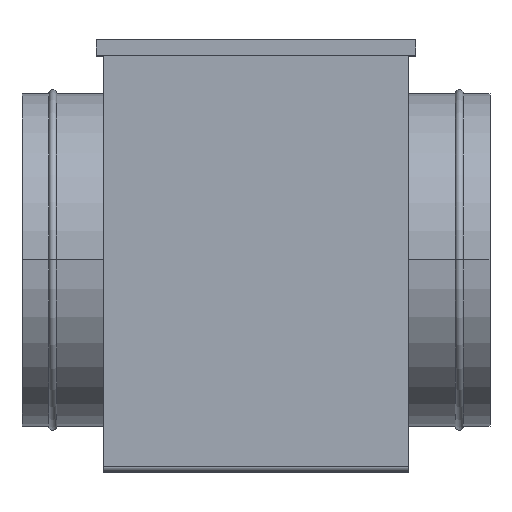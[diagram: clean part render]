
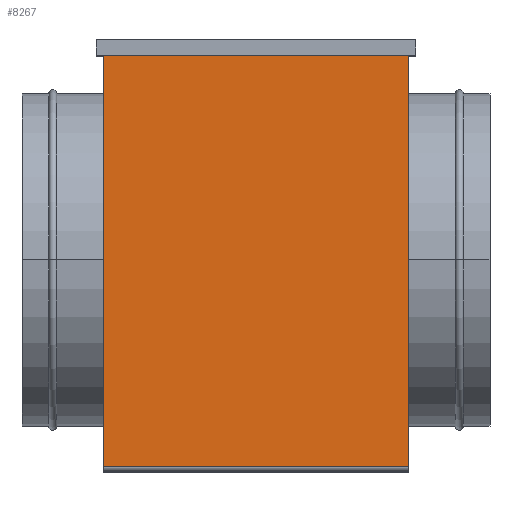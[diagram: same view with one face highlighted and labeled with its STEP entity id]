
A CAD part, top view. The second image highlights one B-rep face of the part: STEP entity #8267.
In plain terms, the highlighted planar face has unit normal (0, 0, 1).
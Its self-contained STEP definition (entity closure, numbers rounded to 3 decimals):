
#3953 = CARTESIAN_POINT ( 'NONE',  ( -115., 313., 365. ) ) ;
#5410 = CARTESIAN_POINT ( 'NONE',  ( 115., 313., 365. ) ) ;
#5411 = DIRECTION ( 'NONE',  ( -1., 0., 0. ) ) ;
#5412 = VECTOR ( 'NONE', #5411, 1000. ) ;
#5413 = CARTESIAN_POINT ( 'NONE',  ( 115., 313., 365. ) ) ;
#5414 = LINE ( 'NONE', #5413, #5412 ) ;
#5591 = DIRECTION ( 'NONE',  ( -1., 0., 0. ) ) ;
#5592 = VECTOR ( 'NONE', #5591, 1000. ) ;
#5593 = CARTESIAN_POINT ( 'NONE',  ( -115., 3.737, 365. ) ) ;
#5594 = LINE ( 'NONE', #5593, #5592 ) ;
#5614 = CARTESIAN_POINT ( 'NONE',  ( 115., 3.737, 365. ) ) ;
#5615 = DIRECTION ( 'NONE',  ( 0., 1., 0. ) ) ;
#5616 = VECTOR ( 'NONE', #5615, 1000. ) ;
#5617 = CARTESIAN_POINT ( 'NONE',  ( 115., 3., 365. ) ) ;
#5618 = DIRECTION ( 'NONE',  ( -1., 0., 0. ) ) ;
#5619 = DIRECTION ( 'NONE',  ( 0., 0., -1. ) ) ;
#5620 = AXIS2_PLACEMENT_3D ( 'NONE', #5622, #5619, #5618 ) ;
#5621 = LINE ( 'NONE', #5617, #5616 ) ;
#5622 = CARTESIAN_POINT ( 'NONE',  ( 115., 3., 365. ) ) ;
#5623 = PLANE ( 'NONE',  #5620 ) ;
#5624 = FACE_OUTER_BOUND ( 'NONE', #8268, .T. ) ;
#5673 = CARTESIAN_POINT ( 'NONE',  ( -115., 3.737, 365. ) ) ;
#5674 = DIRECTION ( 'NONE',  ( 0., -1., 0. ) ) ;
#5675 = VECTOR ( 'NONE', #5674, 1000. ) ;
#5676 = CARTESIAN_POINT ( 'NONE',  ( -115., 3., 365. ) ) ;
#5677 = LINE ( 'NONE', #5676, #5675 ) ;
#7254 = VERTEX_POINT ( 'NONE', #3953 ) ;
#8120 = EDGE_CURVE ( 'NONE', #8121, #7254, #5414, .T. ) ;
#8121 = VERTEX_POINT ( 'NONE', #5410 ) ;
#8248 = ORIENTED_EDGE ( 'NONE', *, *, #8249, .F. ) ;
#8249 = EDGE_CURVE ( 'NONE', #8271, #8275, #5594, .T. ) ;
#8267 = ADVANCED_FACE ( 'NONE', ( #5624 ), #5623, .F. ) ;
#8268 = EDGE_LOOP ( 'NONE', ( #8269, #8272, #8273, #8248 ) ) ;
#8269 = ORIENTED_EDGE ( 'NONE', *, *, #8270, .T. ) ;
#8270 = EDGE_CURVE ( 'NONE', #8271, #8121, #5621, .T. ) ;
#8271 = VERTEX_POINT ( 'NONE', #5614 ) ;
#8272 = ORIENTED_EDGE ( 'NONE', *, *, #8120, .T. ) ;
#8273 = ORIENTED_EDGE ( 'NONE', *, *, #8274, .T. ) ;
#8274 = EDGE_CURVE ( 'NONE', #7254, #8275, #5677, .T. ) ;
#8275 = VERTEX_POINT ( 'NONE', #5673 ) ;
